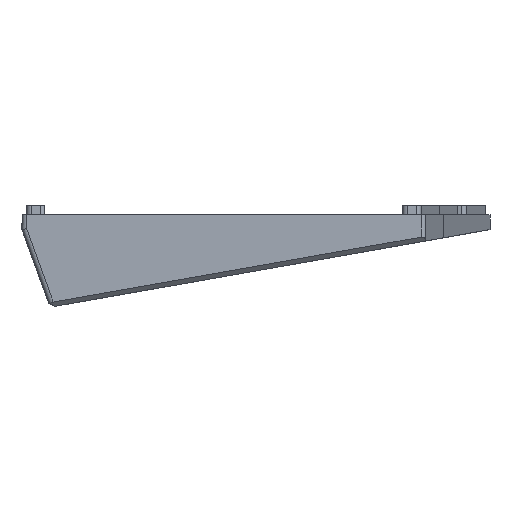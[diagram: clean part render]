
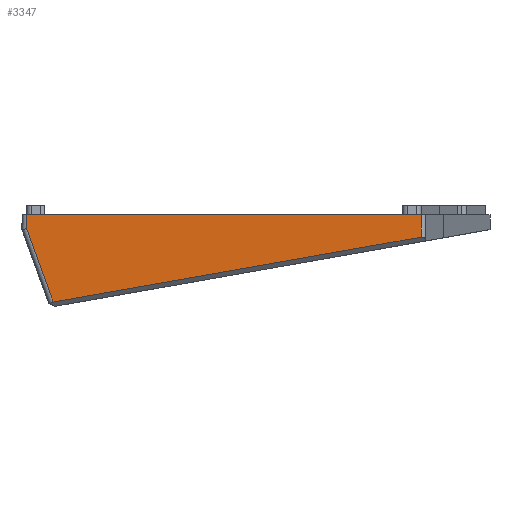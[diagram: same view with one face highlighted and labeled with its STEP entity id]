
A CAD part, left-side view. The second image highlights one B-rep face of the part: STEP entity #3347.
In plain terms, the highlighted planar face has unit normal (-1, 0, 0).
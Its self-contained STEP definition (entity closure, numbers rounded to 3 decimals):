
#143=PLANE('',#3692);
#322=FACE_OUTER_BOUND('',#535,.T.);
#535=EDGE_LOOP('',(#3068,#3069,#3070,#3071,#3072));
#836=LINE('',#5179,#1147);
#872=LINE('',#5316,#1183);
#876=LINE('',#5326,#1187);
#880=LINE('',#5337,#1191);
#881=LINE('',#5340,#1192);
#1147=VECTOR('',#4049,10.);
#1183=VECTOR('',#4163,10.);
#1187=VECTOR('',#4173,10.);
#1191=VECTOR('',#4183,10.);
#1192=VECTOR('',#4188,10.);
#1468=VERTEX_POINT('',#5176);
#1469=VERTEX_POINT('',#5178);
#1531=VERTEX_POINT('',#5315);
#1534=VERTEX_POINT('',#5325);
#1538=VERTEX_POINT('',#5336);
#1837=EDGE_CURVE('',#1468,#1469,#836,.F.);
#1908=EDGE_CURVE('',#1469,#1531,#872,.T.);
#1913=EDGE_CURVE('',#1531,#1534,#876,.T.);
#1919=EDGE_CURVE('',#1534,#1538,#880,.T.);
#1921=EDGE_CURVE('',#1538,#1468,#881,.T.);
#3068=ORIENTED_EDGE('',*,*,#1908,.F.);
#3069=ORIENTED_EDGE('',*,*,#1837,.F.);
#3070=ORIENTED_EDGE('',*,*,#1921,.F.);
#3071=ORIENTED_EDGE('',*,*,#1919,.F.);
#3072=ORIENTED_EDGE('',*,*,#1913,.F.);
#3347=ADVANCED_FACE('',(#322),#143,.T.);
#3692=AXIS2_PLACEMENT_3D('',#7160,#4683,#4684);
#4049=DIRECTION('',(0.,1.,0.));
#4163=DIRECTION('',(0.,0.,-1.));
#4173=DIRECTION('',(0.,0.985,-0.174));
#4183=DIRECTION('',(0.,0.342,0.94));
#4188=DIRECTION('',(0.,0.,1.));
#4683=DIRECTION('center_axis',(-1.,0.,0.));
#4684=DIRECTION('ref_axis',(0.,-1.,0.));
#5176=CARTESIAN_POINT('',(-3.001,0.238,3.25));
#5178=CARTESIAN_POINT('',(-3.001,-85.963,3.25));
#5179=CARTESIAN_POINT('',(-3.001,-24.329,3.25));
#5315=CARTESIAN_POINT('',(-3.001,-85.963,-1.641));
#5316=CARTESIAN_POINT('',(-3.001,-85.963,0.));
#5325=CARTESIAN_POINT('',(-3.001,-5.583,-15.814));
#5326=CARTESIAN_POINT('',(-3.001,-51.264,-7.76));
#5336=CARTESIAN_POINT('',(-3.001,0.238,0.176));
#5337=CARTESIAN_POINT('',(-3.001,-2.786,-8.13));
#5340=CARTESIAN_POINT('',(-3.001,0.238,0.));
#7160=CARTESIAN_POINT('Origin',(-3.001,1.238,0.));
